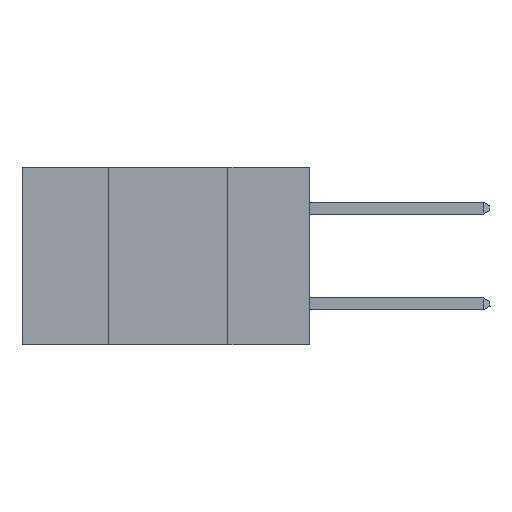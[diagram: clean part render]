
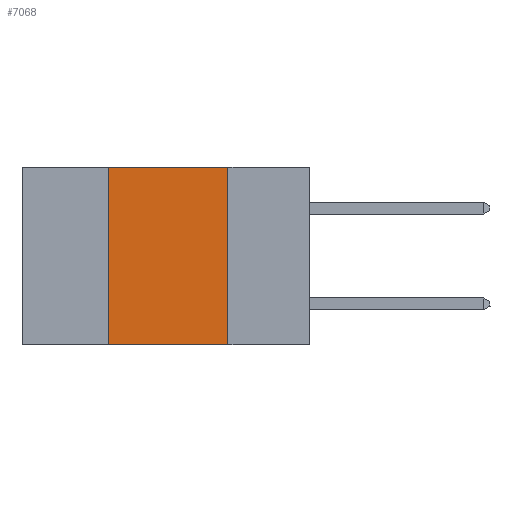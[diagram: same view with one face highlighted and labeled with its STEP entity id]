
A CAD part, left-side view. The second image highlights one B-rep face of the part: STEP entity #7068.
In plain terms, the highlighted planar face has unit normal (-1, 0, 0).
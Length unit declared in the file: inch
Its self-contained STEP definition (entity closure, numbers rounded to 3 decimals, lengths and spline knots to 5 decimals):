
#58 = DIRECTION ( 'NONE',  ( 0., 0., -1. ) ) ;
#143 = CARTESIAN_POINT ( 'NONE',  ( 0., 0.42, 0. ) ) ;
#449 = CARTESIAN_POINT ( 'NONE',  ( 0., 0.17, 0. ) ) ;
#547 = VERTEX_POINT ( 'NONE', #8073 ) ;
#627 = VECTOR ( 'NONE', #5958, 39.37008 ) ;
#1054 = VECTOR ( 'NONE', #1711, 39.37008 ) ;
#1304 = AXIS2_PLACEMENT_3D ( 'NONE', #3006, #5879, #58 ) ;
#1388 = EDGE_CURVE ( 'NONE', #6959, #11241, #6780, .T. ) ;
#1486 = DIRECTION ( 'NONE',  ( 0., -1., 0. ) ) ;
#1557 = EDGE_LOOP ( 'NONE', ( #11469, #5255, #6602, #4672 ) ) ;
#1711 = DIRECTION ( 'NONE',  ( 0., 0., -1. ) ) ;
#1926 = CARTESIAN_POINT ( 'NONE',  ( 0., 0.17, -0.37 ) ) ;
#2872 = LINE ( 'NONE', #6246, #5392 ) ;
#3006 = CARTESIAN_POINT ( 'NONE',  ( 0., 0.6, 0. ) ) ;
#3105 = EDGE_CURVE ( 'NONE', #11241, #3263, #8665, .T. ) ;
#3263 = VERTEX_POINT ( 'NONE', #1926 ) ;
#3378 = DIRECTION ( 'NONE',  ( 0., -1., 0. ) ) ;
#3545 = LINE ( 'NONE', #143, #627 ) ;
#4268 = VECTOR ( 'NONE', #1486, 39.37008 ) ;
#4295 = EDGE_CURVE ( 'NONE', #547, #3263, #2872, .T. ) ;
#4436 = FACE_OUTER_BOUND ( 'NONE', #1557, .T. ) ;
#4672 = ORIENTED_EDGE ( 'NONE', *, *, #4295, .T. ) ;
#5255 = ORIENTED_EDGE ( 'NONE', *, *, #1388, .F. ) ;
#5391 = CARTESIAN_POINT ( 'NONE',  ( 0., 0.6, 0. ) ) ;
#5392 = VECTOR ( 'NONE', #3378, 39.37008 ) ;
#5879 = DIRECTION ( 'NONE',  ( 1., 0., 0. ) ) ;
#5958 = DIRECTION ( 'NONE',  ( 0., 0., 1. ) ) ;
#6246 = CARTESIAN_POINT ( 'NONE',  ( 0., 0.6, -0.37 ) ) ;
#6489 = CARTESIAN_POINT ( 'NONE',  ( 0., 0.17, 0. ) ) ;
#6602 = ORIENTED_EDGE ( 'NONE', *, *, #7152, .F. ) ;
#6780 = LINE ( 'NONE', #5391, #4268 ) ;
#6959 = VERTEX_POINT ( 'NONE', #9419 ) ;
#7068 = ADVANCED_FACE ( 'NONE', ( #4436 ), #11383, .F. ) ;
#7152 = EDGE_CURVE ( 'NONE', #547, #6959, #3545, .T. ) ;
#8073 = CARTESIAN_POINT ( 'NONE',  ( 0., 0.42, -0.37 ) ) ;
#8665 = LINE ( 'NONE', #6489, #1054 ) ;
#9419 = CARTESIAN_POINT ( 'NONE',  ( 0., 0.42, 0. ) ) ;
#11241 = VERTEX_POINT ( 'NONE', #449 ) ;
#11383 = PLANE ( 'NONE',  #1304 ) ;
#11469 = ORIENTED_EDGE ( 'NONE', *, *, #3105, .F. ) ;
